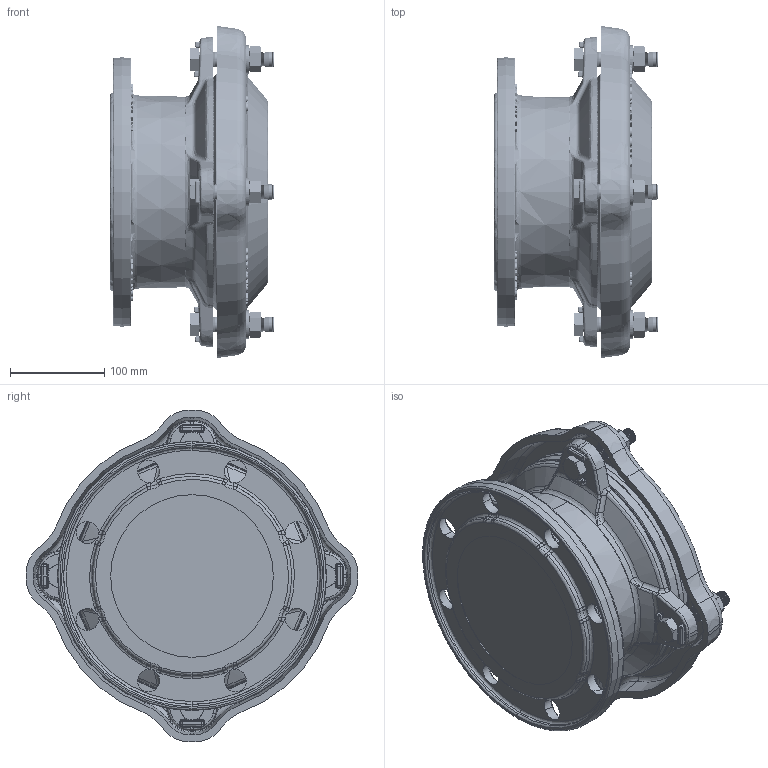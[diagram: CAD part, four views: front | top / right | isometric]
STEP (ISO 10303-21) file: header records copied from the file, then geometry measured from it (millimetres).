
FILE_DESCRIPTION (( 'STEP AP214' ), '1' );
FILE_NAME ('Junta Flange Mult GFIX DN150x152-182.STEP', '2014-10-28T09:39:51', ( '' ), ( '' ), 'SwSTEP 2.0', 'SolidWorks 2014', '' );
FILE_SCHEMA (( 'AUTOMOTIVE_DESIGN' ));
Length unit declared in the file: millimetre
Products named in the file (1): Junta Flange Mult GFIX DN150x152-182
Bounding box: 174.79 x 353.15 x 353.15 mm (x, y, z)
Volume: 7317887.7 mm3; surface area: 450238.9 mm2
Topology: 9 solids, 9 shells, 4311 faces, 10259 edges, 6072 vertices
Faces by surface type: bspline 1948, cone 1255, cylinder 582, plane 497, torus 29
Entity records: 307919 total; most frequent: CARTESIAN_POINT 204332, ORIENTED_EDGE 20502, DIRECTION 12684, EDGE_CURVE 10251, VERTEX_POINT 6072, AXIS2_PLACEMENT_3D 4885, B_SPLINE_CURVE_WITH_KNOTS 4675, EDGE_LOOP 4465
